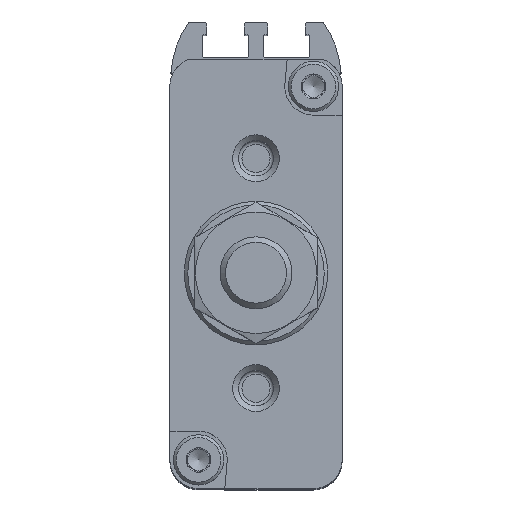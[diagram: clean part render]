
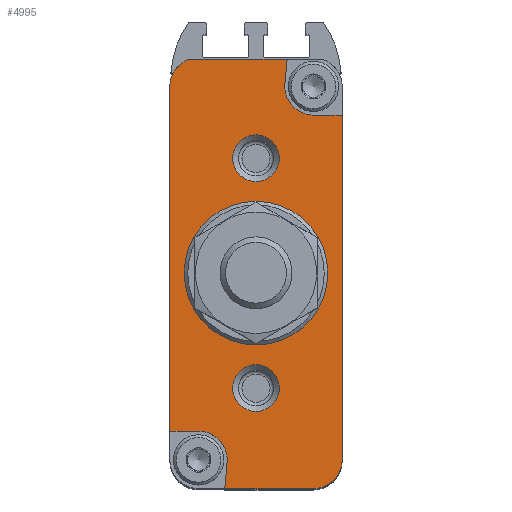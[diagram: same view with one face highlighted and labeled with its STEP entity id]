
A CAD part, top view. The second image highlights one B-rep face of the part: STEP entity #4995.
In plain terms, the highlighted planar face has unit normal (0, 0, 1).
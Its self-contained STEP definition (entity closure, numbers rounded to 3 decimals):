
#365=CIRCLE('',#5465,4.);
#369=CIRCLE('',#5472,4.);
#371=CIRCLE('',#5475,4.);
#372=CIRCLE('',#5476,4.);
#373=CIRCLE('',#5477,3.25);
#374=CIRCLE('',#5478,3.25);
#375=CIRCLE('',#5479,10.);
#815=ORIENTED_EDGE('',*,*,#2152,.F.);
#816=ORIENTED_EDGE('',*,*,#2135,.T.);
#817=ORIENTED_EDGE('',*,*,#2137,.T.);
#818=ORIENTED_EDGE('',*,*,#2140,.T.);
#819=ORIENTED_EDGE('',*,*,#2153,.F.);
#820=ORIENTED_EDGE('',*,*,#2154,.F.);
#821=ORIENTED_EDGE('',*,*,#2155,.F.);
#822=ORIENTED_EDGE('',*,*,#2148,.T.);
#823=ORIENTED_EDGE('',*,*,#2150,.T.);
#824=ORIENTED_EDGE('',*,*,#2127,.T.);
#825=ORIENTED_EDGE('',*,*,#2156,.F.);
#826=ORIENTED_EDGE('',*,*,#2157,.F.);
#827=ORIENTED_EDGE('',*,*,#2158,.T.);
#828=ORIENTED_EDGE('',*,*,#2159,.T.);
#829=ORIENTED_EDGE('',*,*,#2160,.T.);
#2127=EDGE_CURVE('',#2788,#2787,#3201,.T.);
#2135=EDGE_CURVE('',#2792,#2793,#3207,.T.);
#2137=EDGE_CURVE('',#2793,#2795,#365,.T.);
#2140=EDGE_CURVE('',#2795,#2797,#3210,.T.);
#2148=EDGE_CURVE('',#2801,#2803,#3216,.T.);
#2150=EDGE_CURVE('',#2803,#2788,#369,.T.);
#2152=EDGE_CURVE('',#2792,#2805,#3217,.T.);
#2153=EDGE_CURVE('',#2806,#2797,#3218,.T.);
#2154=EDGE_CURVE('',#2807,#2806,#371,.T.);
#2155=EDGE_CURVE('',#2801,#2807,#3219,.T.);
#2156=EDGE_CURVE('',#2808,#2787,#3220,.T.);
#2157=EDGE_CURVE('',#2805,#2808,#372,.T.);
#2158=EDGE_CURVE('',#2809,#2809,#373,.T.);
#2159=EDGE_CURVE('',#2810,#2810,#374,.T.);
#2160=EDGE_CURVE('',#2811,#2811,#375,.F.);
#2787=VERTEX_POINT('',#8049);
#2788=VERTEX_POINT('',#8051);
#2792=VERTEX_POINT('',#8061);
#2793=VERTEX_POINT('',#8064);
#2795=VERTEX_POINT('',#8070);
#2797=VERTEX_POINT('',#8075);
#2801=VERTEX_POINT('',#8085);
#2803=VERTEX_POINT('',#8090);
#2805=VERTEX_POINT('',#8099);
#2806=VERTEX_POINT('',#8101);
#2807=VERTEX_POINT('',#8103);
#2808=VERTEX_POINT('',#8106);
#2809=VERTEX_POINT('',#8109);
#2810=VERTEX_POINT('',#8111);
#2811=VERTEX_POINT('',#8113);
#3201=LINE('',#8050,#3539);
#3207=LINE('',#8065,#3545);
#3210=LINE('',#8076,#3548);
#3216=LINE('',#8091,#3554);
#3217=LINE('',#8098,#3555);
#3218=LINE('',#8100,#3556);
#3219=LINE('',#8104,#3557);
#3220=LINE('',#8105,#3558);
#3539=VECTOR('',#6300,1000.);
#3545=VECTOR('',#6312,1000.);
#3548=VECTOR('',#6323,1000.);
#3554=VECTOR('',#6335,1000.);
#3555=VECTOR('',#6346,1000.);
#3556=VECTOR('',#6347,1000.);
#3557=VECTOR('',#6350,1000.);
#3558=VECTOR('',#6351,1000.);
#3895=EDGE_LOOP('',(#815,#816,#817,#818,#819,#820,#821,#822,#823,#824,#825,
#826));
#3896=EDGE_LOOP('',(#827));
#3897=EDGE_LOOP('',(#828));
#3898=EDGE_LOOP('',(#829));
#4379=FACE_BOUND('',#3895,.T.);
#4380=FACE_BOUND('',#3896,.T.);
#4381=FACE_BOUND('',#3897,.T.);
#4382=FACE_BOUND('',#3898,.T.);
#4800=PLANE('',#5474);
#4995=ADVANCED_FACE('',(#4379,#4380,#4381,#4382),#4800,.T.);
#5465=AXIS2_PLACEMENT_3D('',#8069,#6317,#6318);
#5472=AXIS2_PLACEMENT_3D('',#8095,#6340,#6341);
#5474=AXIS2_PLACEMENT_3D('',#8097,#6344,#6345);
#5475=AXIS2_PLACEMENT_3D('',#8102,#6348,#6349);
#5476=AXIS2_PLACEMENT_3D('',#8107,#6352,#6353);
#5477=AXIS2_PLACEMENT_3D('',#8108,#6354,#6355);
#5478=AXIS2_PLACEMENT_3D('',#8110,#6356,#6357);
#5479=AXIS2_PLACEMENT_3D('',#8112,#6358,#6359);
#6300=DIRECTION('',(0.,-1.,0.));
#6312=DIRECTION('',(1.,0.,0.));
#6317=DIRECTION('',(0.,0.,1.));
#6318=DIRECTION('',(1.,0.,0.));
#6323=DIRECTION('',(0.,1.,0.));
#6335=DIRECTION('',(-1.,0.,0.));
#6340=DIRECTION('',(0.,0.,1.));
#6341=DIRECTION('',(1.,0.,0.));
#6344=DIRECTION('',(0.,0.,1.));
#6345=DIRECTION('',(1.,0.,0.));
#6346=DIRECTION('',(0.088,0.996,0.));
#6347=DIRECTION('',(1.,0.,0.));
#6348=DIRECTION('',(0.,0.,1.));
#6349=DIRECTION('',(1.,0.,0.));
#6350=DIRECTION('',(-0.088,-0.996,0.));
#6351=DIRECTION('',(-1.,0.,0.));
#6352=DIRECTION('',(0.,0.,1.));
#6353=DIRECTION('',(1.,0.,0.));
#6354=DIRECTION('',(0.,0.,-1.));
#6355=DIRECTION('',(-1.,0.,0.));
#6356=DIRECTION('',(0.,0.,-1.));
#6357=DIRECTION('',(-1.,0.,0.));
#6358=DIRECTION('',(0.,0.,1.));
#6359=DIRECTION('',(1.,0.,0.));
#8049=CARTESIAN_POINT('',(-12.,-22.,0.));
#8050=CARTESIAN_POINT('',(-12.,26.,0.));
#8051=CARTESIAN_POINT('',(-12.,26.,0.));
#8061=CARTESIAN_POINT('',(-4.353,-30.,0.));
#8064=CARTESIAN_POINT('',(8.,-30.,0.));
#8065=CARTESIAN_POINT('',(-8.,-30.,0.));
#8069=CARTESIAN_POINT('',(8.,-26.,0.));
#8070=CARTESIAN_POINT('',(12.,-26.,0.));
#8075=CARTESIAN_POINT('',(12.,22.,0.));
#8076=CARTESIAN_POINT('',(12.,-26.,0.));
#8085=CARTESIAN_POINT('',(4.335,29.8,0.));
#8090=CARTESIAN_POINT('',(-9.249,29.8,0.));
#8091=CARTESIAN_POINT('',(9.249,29.8,0.));
#8095=CARTESIAN_POINT('',(-8.,26.,0.));
#8097=CARTESIAN_POINT('',(-8.,-26.,0.));
#8098=CARTESIAN_POINT('',(-4.353,-30.,0.));
#8099=CARTESIAN_POINT('',(-4.,-26.,0.));
#8100=CARTESIAN_POINT('',(8.,22.,0.));
#8101=CARTESIAN_POINT('',(8.,22.,0.));
#8102=CARTESIAN_POINT('',(8.,26.,0.));
#8103=CARTESIAN_POINT('',(4.,26.,0.));
#8104=CARTESIAN_POINT('',(-0.643,-26.649,0.));
#8105=CARTESIAN_POINT('',(-8.,-22.,0.));
#8106=CARTESIAN_POINT('',(-8.,-22.,0.));
#8107=CARTESIAN_POINT('',(-8.,-26.,0.));
#8108=CARTESIAN_POINT('',(0.,-16.,0.));
#8109=CARTESIAN_POINT('',(-3.25,-16.,0.));
#8110=CARTESIAN_POINT('',(0.,16.,0.));
#8111=CARTESIAN_POINT('',(-3.25,16.,0.));
#8112=CARTESIAN_POINT('',(0.,0.,0.));
#8113=CARTESIAN_POINT('',(10.,0.,0.));
